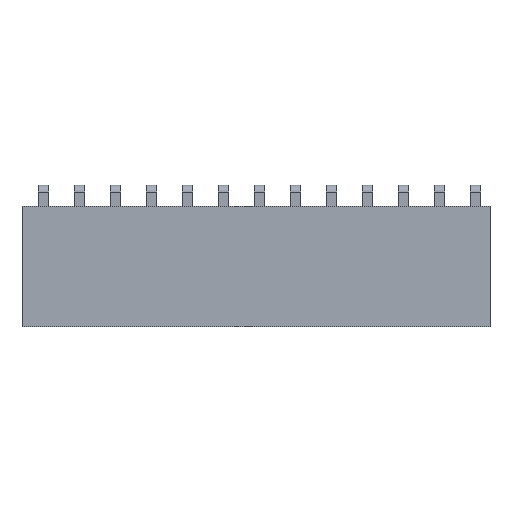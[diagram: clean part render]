
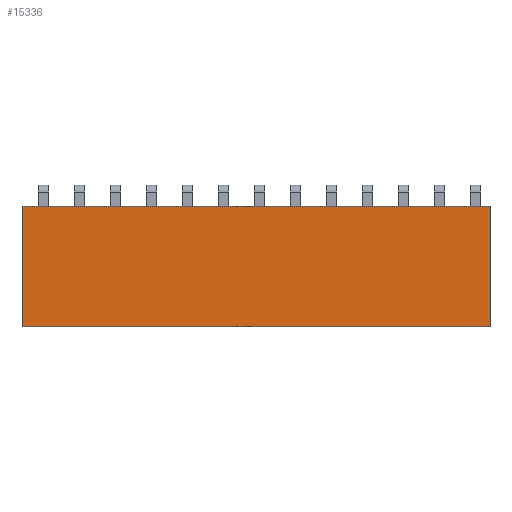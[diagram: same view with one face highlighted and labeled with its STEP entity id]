
A CAD part, top view. The second image highlights one B-rep face of the part: STEP entity #15336.
In plain terms, the highlighted face is planar.
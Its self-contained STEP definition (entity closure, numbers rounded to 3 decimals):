
#2080=ORIENTED_EDGE('',*,*,#4387,.F.);
#2081=ORIENTED_EDGE('',*,*,#4388,.F.);
#2082=ORIENTED_EDGE('',*,*,#4385,.F.);
#2083=ORIENTED_EDGE('',*,*,#4389,.F.);
#4385=EDGE_CURVE('',#5611,#5612,#6830,.T.);
#4387=EDGE_CURVE('',#5613,#5614,#6832,.T.);
#4388=EDGE_CURVE('',#5612,#5613,#6833,.T.);
#4389=EDGE_CURVE('',#5614,#5611,#6834,.T.);
#5611=VERTEX_POINT('',#21705);
#5612=VERTEX_POINT('',#21707);
#5613=VERTEX_POINT('',#21711);
#5614=VERTEX_POINT('',#21712);
#6830=LINE('',#21706,#8245);
#6832=LINE('',#21710,#8247);
#6833=LINE('',#21713,#8248);
#6834=LINE('',#21714,#8249);
#8245=VECTOR('',#17970,1000.);
#8247=VECTOR('',#17974,1000.);
#8248=VECTOR('',#17975,1000.);
#8249=VECTOR('',#17976,1000.);
#9150=EDGE_LOOP('',(#2080,#2081,#2082,#2083));
#9797=FACE_BOUND('',#9150,.T.);
#10392=PLANE('',#15990);
#15336=ADVANCED_FACE('',(#9797),#10392,.F.);
#15990=AXIS2_PLACEMENT_3D('',#21709,#17972,#17973);
#17970=DIRECTION('',(1.,0.,0.));
#17972=DIRECTION('',(0.,-1.,0.));
#17973=DIRECTION('',(0.,0.,-1.));
#17974=DIRECTION('',(-1.,0.,0.));
#17975=DIRECTION('',(0.,0.,1.));
#17976=DIRECTION('',(0.,0.,-1.));
#21705=CARTESIAN_POINT('',(-16.51,1.25,-4.25));
#21706=CARTESIAN_POINT('',(-16.51,1.25,-4.25));
#21707=CARTESIAN_POINT('',(16.51,1.25,-4.25));
#21709=CARTESIAN_POINT('',(0.,1.25,0.));
#21710=CARTESIAN_POINT('',(16.51,1.25,4.25));
#21711=CARTESIAN_POINT('',(16.51,1.25,4.25));
#21712=CARTESIAN_POINT('',(-16.51,1.25,4.25));
#21713=CARTESIAN_POINT('',(16.51,1.25,-4.25));
#21714=CARTESIAN_POINT('',(-16.51,1.25,4.25));
